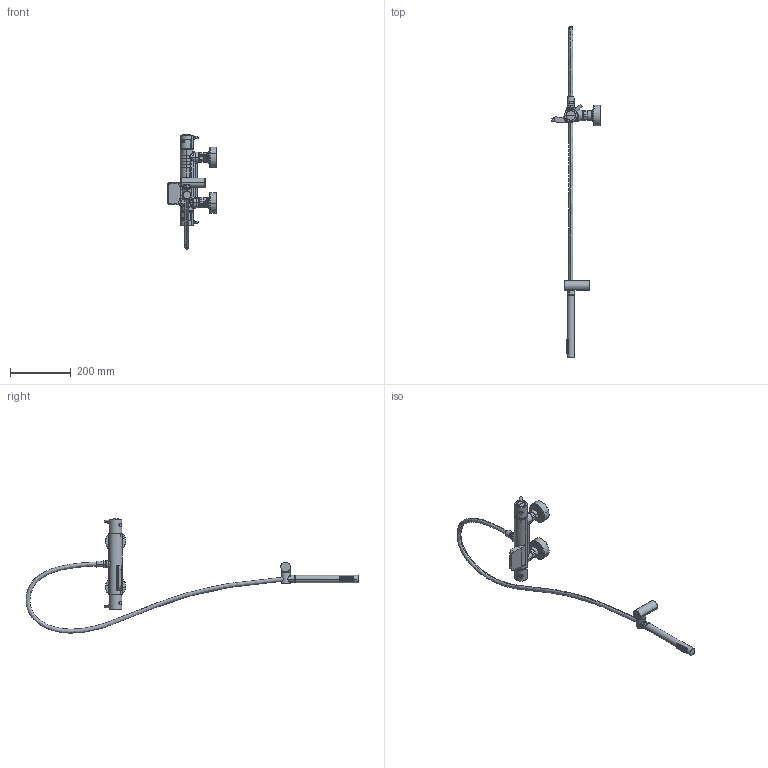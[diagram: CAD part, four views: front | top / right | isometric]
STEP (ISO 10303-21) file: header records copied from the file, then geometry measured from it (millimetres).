
FILE_DESCRIPTION (( 'STEP AP203' ), '1' );
FILE_NAME ('39CP07588.STEP', '2026-02-16T06:52:23', ( '' ), ( '' ), 'SwSTEP 2.0', 'SolidWorks 2025', '' );
FILE_SCHEMA (( 'CONFIG_CONTROL_DESIGN' ));
Length unit declared in the file: millimetre
Products named in the file (1): 39CP07588
Bounding box: 160.63 x 1090.05 x 375.22 mm (x, y, z)
Volume: 585540.3 mm3; surface area: 301098.7 mm2
Topology: 27 solids, 27 shells, 1859 faces, 4460 edges, 2776 vertices
Faces by surface type: cylinder 576, plane 505, cone 365, bspline 341, torus 60, sphere 12
Entity records: 98758 total; most frequent: CARTESIAN_POINT 59048, ORIENTED_EDGE 8874, DIRECTION 7298, EDGE_CURVE 4437, AXIS2_PLACEMENT_3D 2892, VERTEX_POINT 2776, EDGE_LOOP 2075, FACE_OUTER_BOUND 1859
